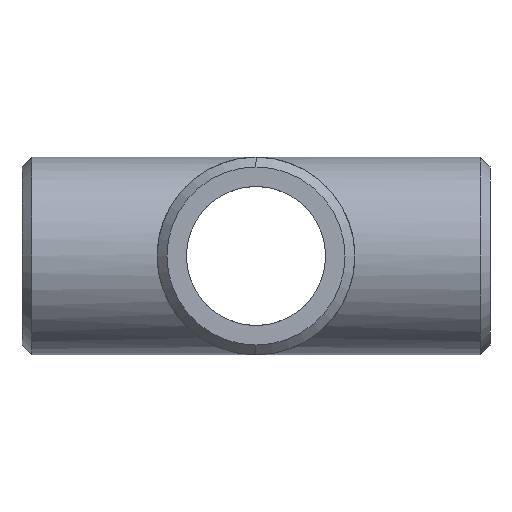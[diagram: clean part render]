
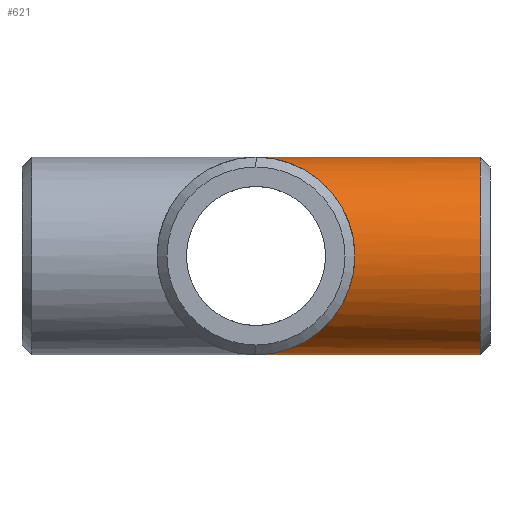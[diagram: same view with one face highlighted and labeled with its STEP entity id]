
A CAD part, left-side view. The second image highlights one B-rep face of the part: STEP entity #621.
In plain terms, the highlighted cylindrical face has radius 24.13 mm (diameter 48.26 mm), a partial arc.
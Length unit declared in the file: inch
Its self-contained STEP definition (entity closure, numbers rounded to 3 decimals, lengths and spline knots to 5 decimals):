
#10 = VERTEX_POINT ( 'NONE', #195 ) ;
#62 = CARTESIAN_POINT ( 'NONE',  ( 0., 0., -0.95 ) ) ;
#86 = DIRECTION ( 'NONE',  ( 0., 0., -1. ) ) ;
#120 = CARTESIAN_POINT ( 'NONE',  ( 0., -2.15633, 0. ) ) ;
#128 = CYLINDRICAL_SURFACE ( 'NONE', #804, 0.95 ) ;
#131 = CIRCLE ( 'NONE', #583, 0.95 ) ;
#148 = ORIENTED_EDGE ( 'NONE', *, *, #782, .F. ) ;
#149 =( BOUNDED_CURVE ( )  B_SPLINE_CURVE ( 3, ( #330, #154, #449, #766 ),
 .UNSPECIFIED., .F., .T. ) 
 B_SPLINE_CURVE_WITH_KNOTS ( ( 4, 4 ),
 ( 4.71239, 7.85398 ),
 .UNSPECIFIED. ) 
 CURVE ( )  GEOMETRIC_REPRESENTATION_ITEM ( )  RATIONAL_B_SPLINE_CURVE ( ( 1., 0.333, 0.333, 1. ) ) 
 REPRESENTATION_ITEM ( '' )  );
#150 = EDGE_CURVE ( 'NONE', #377, #345, #166, .T. ) ;
#154 = CARTESIAN_POINT ( 'NONE',  ( -1.9, -1.9, -0.95 ) ) ;
#166 = LINE ( 'NONE', #661, #525 ) ;
#195 = CARTESIAN_POINT ( 'NONE',  ( 0., -2.15633, -0.95 ) ) ;
#202 = CARTESIAN_POINT ( 'NONE',  ( 0., -2.25, -0.95 ) ) ;
#211 = VERTEX_POINT ( 'NONE', #62 ) ;
#250 = ORIENTED_EDGE ( 'NONE', *, *, #361, .F. ) ;
#255 = ORIENTED_EDGE ( 'NONE', *, *, #722, .T. ) ;
#279 = EDGE_LOOP ( 'NONE', ( #255, #315, #250, #148 ) ) ;
#308 = DIRECTION ( 'NONE',  ( 0., 1., 0. ) ) ;
#315 = ORIENTED_EDGE ( 'NONE', *, *, #150, .T. ) ;
#330 = CARTESIAN_POINT ( 'NONE',  ( 0., 0., -0.95 ) ) ;
#341 = VECTOR ( 'NONE', #447, 39.37008 ) ;
#345 = VERTEX_POINT ( 'NONE', #369 ) ;
#361 = EDGE_CURVE ( 'NONE', #211, #345, #149, .T. ) ;
#362 = CARTESIAN_POINT ( 'NONE',  ( 0., -2.25, 0. ) ) ;
#369 = CARTESIAN_POINT ( 'NONE',  ( 0., 0., 0.95 ) ) ;
#377 = VERTEX_POINT ( 'NONE', #571 ) ;
#447 = DIRECTION ( 'NONE',  ( 0., 1., 0. ) ) ;
#449 = CARTESIAN_POINT ( 'NONE',  ( -1.9, -1.9, 0.95 ) ) ;
#462 = DIRECTION ( 'NONE',  ( 0., 1., 0. ) ) ;
#488 = FACE_OUTER_BOUND ( 'NONE', #279, .T. ) ;
#493 = DIRECTION ( 'NONE',  ( 0., 1., 0. ) ) ;
#525 = VECTOR ( 'NONE', #462, 39.37008 ) ;
#571 = CARTESIAN_POINT ( 'NONE',  ( 0., -2.15633, 0.95 ) ) ;
#583 = AXIS2_PLACEMENT_3D ( 'NONE', #120, #308, #86 ) ;
#621 = ADVANCED_FACE ( 'NONE', ( #488 ), #128, .T. ) ;
#661 = CARTESIAN_POINT ( 'NONE',  ( 0., -2.25, 0.95 ) ) ;
#722 = EDGE_CURVE ( 'NONE', #10, #377, #131, .T. ) ;
#747 = DIRECTION ( 'NONE',  ( 0., 0., -1. ) ) ;
#753 = LINE ( 'NONE', #202, #341 ) ;
#766 = CARTESIAN_POINT ( 'NONE',  ( 0., 0., 0.95 ) ) ;
#782 = EDGE_CURVE ( 'NONE', #10, #211, #753, .T. ) ;
#804 = AXIS2_PLACEMENT_3D ( 'NONE', #362, #493, #747 ) ;
